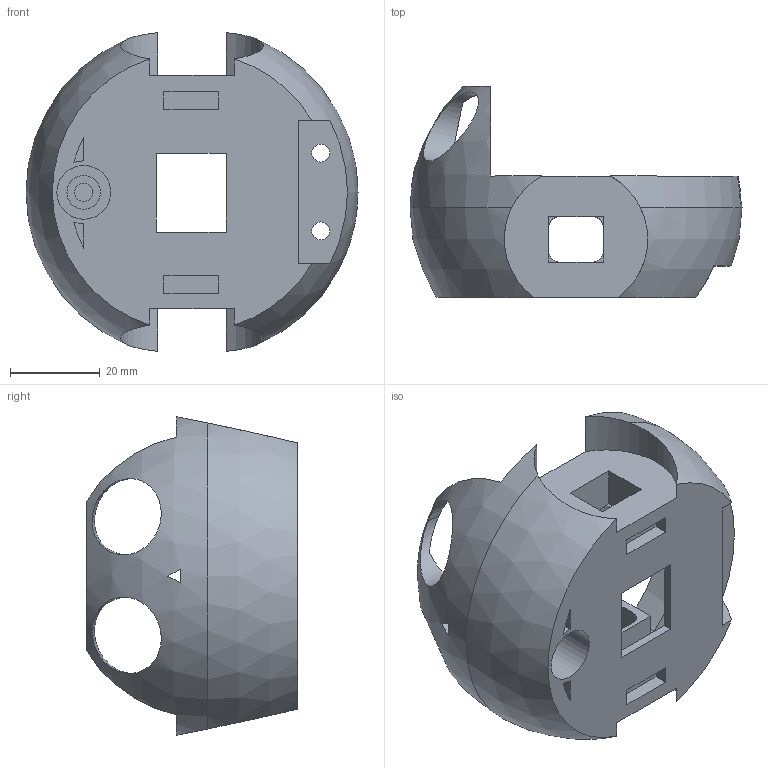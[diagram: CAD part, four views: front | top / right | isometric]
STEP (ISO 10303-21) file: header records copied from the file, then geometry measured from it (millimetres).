
FILE_DESCRIPTION (( 'STEP AP214' ), '1' );
FILE_NAME ('嬴概賊.STEP', '2020-12-04T05:28:22', ( '' ), ( '' ), 'SwSTEP 2.0', 'SolidWorks 2017', '' );
FILE_SCHEMA (( 'AUTOMOTIVE_DESIGN' ));
Length unit declared in the file: millimetre
Products named in the file (1): 嬴概賊
Bounding box: 74 x 47 x 71.05 mm (x, y, z)
Volume: 25670 mm3; surface area: 24374.1 mm2
Topology: 1 solids, 1 shells, 154 faces, 436 edges, 290 vertices
Faces by surface type: plane 102, cylinder 44, sphere 8
Entity records: 6792 total; most frequent: CARTESIAN_POINT 1406, ORIENTED_EDGE 872, DIRECTION 863, EDGE_CURVE 436, AXIS2_PLACEMENT_3D 299, VERTEX_POINT 290, VECTOR 265, LINE 265
